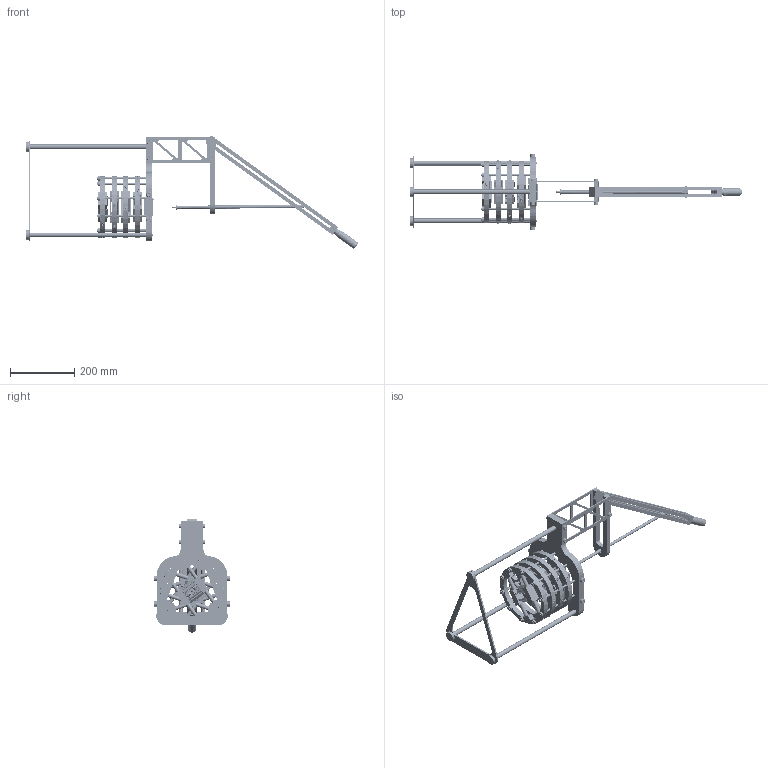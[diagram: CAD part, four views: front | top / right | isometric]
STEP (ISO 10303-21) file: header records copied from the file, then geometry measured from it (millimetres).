
FILE_DESCRIPTION(('CATIA V5 STEP Exchange'),'2;1');
FILE_NAME('GM_Assemblage_Groupe_44.stp','2022-06-03T11:15:43+00:00',('none'),('none'),'CATIA Unofficial Packaging Version SP3','CATIA V5 STEP AP203','none');
FILE_SCHEMA(('CONFIG_CONTROL_DESIGN'));
Length unit declared in the file: millimetre
Products named in the file (5): Machine_v2; 5sets_2; 1ercercle+sliders+lame+plans; assemblage_sliders_lame_plan; cercle+tige+sliders+lame+plans
Assembly tree (120 placements, depth 5):
  Machine_v2
    #57
    5sets_2
      1ercercle+sliders+lame+plans
        #1555
        assemblage_sliders_lame_plan  x2
          #3943
          #4723
          #4840
          #6829
          #7609
          #7849
        #12241  x4
        #12449  x2
      cercle+tige+sliders+lame+plans  x4
        #13151
        #15073
        assemblage_sliders_lame_plan
          #3943
          #4723  x2
          #4840
          #6829
          #7609
          #7849  x6
        #12241
      #15884  x10
      #16384  x40
    #17073  x3
    #17370  x3
    #18100  x4
    #18879  x2
    #20125
    #20894
    #21447
    #22667
    #23251
    #23696
    #24069  x6
    #24851
    #25489  x3
    #25811  x2
    #26263
    #26708  x2
Bounding box: 1036.07 x 240 x 353.79 mm (x, y, z)
Volume: 2458223.3 mm3; surface area: 924479.7 mm2
Topology: 239 solids, 239 shells, 10594 faces, 29579 edges, 19334 vertices
Faces by surface type: cylinder 5406, plane 4326, cone 774, torus 66, sphere 20, revolution 2
Entity records: 26895 total; most frequent: CARTESIAN_POINT 6476, ORIENTED_EDGE 4228, DIRECTION 3556, EDGE_CURVE 2114, AXIS2_PLACEMENT_3D 1596, VERTEX_POINT 1382, VECTOR 1054, LINE 1054
